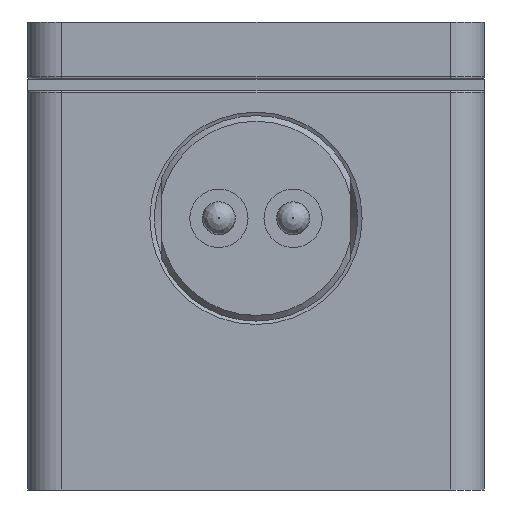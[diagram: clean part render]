
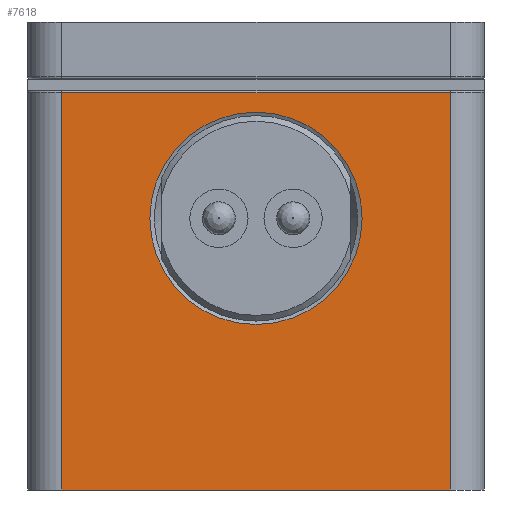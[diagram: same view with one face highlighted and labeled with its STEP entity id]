
A CAD part, left-side view. The second image highlights one B-rep face of the part: STEP entity #7618.
In plain terms, the highlighted planar face has unit normal (-1, 0, 0).
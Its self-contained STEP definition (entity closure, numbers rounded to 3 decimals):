
#7549=CARTESIAN_POINT('',(-2.15,37.,31.8));
#7550=VERTEX_POINT('',#7549);
#7559=CARTESIAN_POINT('',(-2.15,37.,-3.));
#7560=VERTEX_POINT('',#7559);
#7568=CARTESIAN_POINT('',(-2.15,37.,-3.));
#7569=DIRECTION('',(0.0,0.0,1.0));
#7570=VECTOR('',#7569,34.8);
#7571=LINE('',#7568,#7570);
#7572=EDGE_CURVE('',#7560,#7550,#7571,.T.);
#7577=CARTESIAN_POINT('',(-2.15,3.,0.0));
#7578=DIRECTION('',(-1.0,0.0,0.0));
#7579=DIRECTION('',(0.0,0.0,1.0));
#7580=AXIS2_PLACEMENT_3D('',#7577,#7578,#7579);
#7581=PLANE('',#7580);
#7582=CARTESIAN_POINT('',(-2.15,3.,31.8));
#7583=VERTEX_POINT('',#7582);
#7584=CARTESIAN_POINT('',(-2.15,37.,31.8));
#7585=DIRECTION('',(0.0,-1.0,0.0));
#7586=VECTOR('',#7585,34.);
#7587=LINE('',#7584,#7586);
#7588=EDGE_CURVE('',#7550,#7583,#7587,.T.);
#7589=ORIENTED_EDGE('',*,*,#7588,.F.);
#7590=ORIENTED_EDGE('',*,*,#7572,.F.);
#7591=CARTESIAN_POINT('',(-2.15,3.,-3.));
#7592=VERTEX_POINT('',#7591);
#7593=CARTESIAN_POINT('',(-2.15,37.,-3.));
#7594=DIRECTION('',(0.0,-1.0,0.0));
#7595=VECTOR('',#7594,34.);
#7596=LINE('',#7593,#7595);
#7597=EDGE_CURVE('',#7560,#7592,#7596,.T.);
#7598=ORIENTED_EDGE('',*,*,#7597,.T.);
#7599=CARTESIAN_POINT('',(-2.15,3.,-3.));
#7600=DIRECTION('',(0.0,0.0,1.0));
#7601=VECTOR('',#7600,34.8);
#7602=LINE('',#7599,#7601);
#7603=EDGE_CURVE('',#7592,#7583,#7602,.T.);
#7604=ORIENTED_EDGE('',*,*,#7603,.T.);
#7605=EDGE_LOOP('',(#7589,#7590,#7598,#7604));
#7606=FACE_OUTER_BOUND('',#7605,.T.);
#7607=CARTESIAN_POINT('',(-2.15,10.7,20.8));
#7608=VERTEX_POINT('',#7607);
#7609=CARTESIAN_POINT('',(-2.15,20.,20.8));
#7610=DIRECTION('',(1.0,0.0,0.0));
#7611=DIRECTION('',(0.0,-1.0,0.0));
#7612=AXIS2_PLACEMENT_3D('',#7609,#7610,#7611);
#7613=CIRCLE('',#7612,9.3);
#7614=EDGE_CURVE('',#7608,#7608,#7613,.T.);
#7615=ORIENTED_EDGE('',*,*,#7614,.T.);
#7616=EDGE_LOOP('',(#7615));
#7617=FACE_BOUND('',#7616,.T.);
#7618=ADVANCED_FACE('',(#7606,#7617),#7581,.T.);
